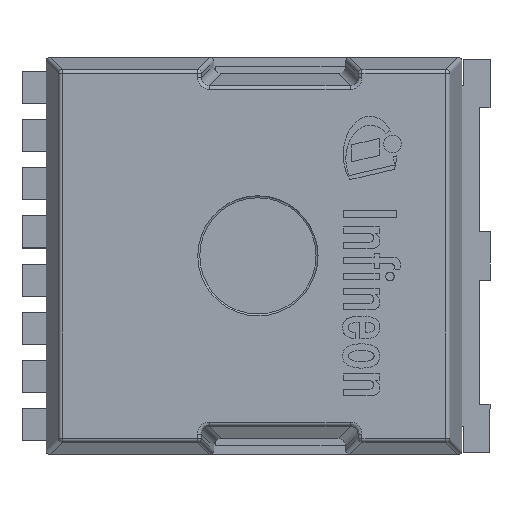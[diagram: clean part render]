
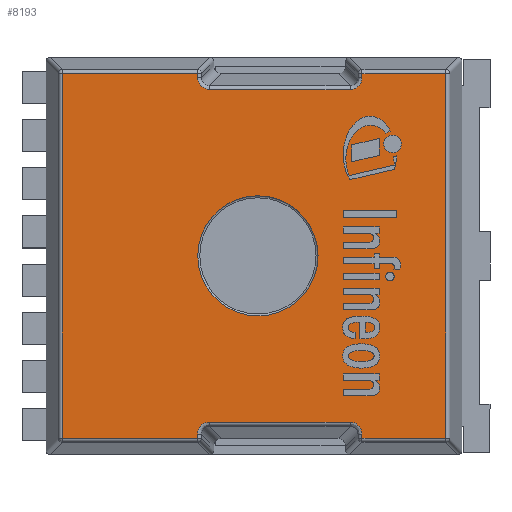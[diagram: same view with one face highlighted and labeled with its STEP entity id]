
A CAD part, top view. The second image highlights one B-rep face of the part: STEP entity #8193.
In plain terms, the highlighted planar face has unit normal (0, 0, 1).
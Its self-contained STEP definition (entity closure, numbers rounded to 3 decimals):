
#67=ELLIPSE('',#8689,0.309,0.3);
#70=ELLIPSE('',#8695,0.309,0.3);
#75=ELLIPSE('',#8725,0.309,0.3);
#77=ELLIPSE('',#8730,0.309,0.3);
#104=LINE('',#12139,#967);
#107=LINE('',#12151,#970);
#113=LINE('',#12229,#976);
#119=LINE('',#12245,#982);
#123=LINE('',#12271,#986);
#126=LINE('',#12280,#989);
#127=LINE('',#12315,#990);
#129=LINE('',#12348,#992);
#140=LINE('',#12376,#1003);
#141=LINE('',#12377,#1004);
#142=LINE('',#12379,#1005);
#143=LINE('',#12380,#1006);
#967=VECTOR('',#9561,1.);
#970=VECTOR('',#9572,1.);
#976=VECTOR('',#9606,0.1);
#982=VECTOR('',#9624,1.);
#986=VECTOR('',#9652,1.);
#989=VECTOR('',#9661,1.);
#990=VECTOR('',#9672,1.);
#992=VECTOR('',#9682,1.);
#1003=VECTOR('',#9713,1.);
#1004=VECTOR('',#9714,1.);
#1005=VECTOR('',#9715,1.);
#1006=VECTOR('',#9716,1.);
#1859=PLANE('',#8742);
#2313=FACE_BOUND('',#2844,.T.);
#2353=FACE_OUTER_BOUND('',#2843,.T.);
#2843=EDGE_LOOP('',(#5804,#5805,#5806,#5807,#5808,#5809,#5810,#5811,#5812,
#5813,#5814,#5815,#5816,#5817,#5818,#5819));
#2844=EDGE_LOOP('',(#5820));
#3307=CIRCLE('',#8676,1.5);
#3646=VERTEX_POINT('',#12121);
#3647=VERTEX_POINT('',#12125);
#3652=VERTEX_POINT('',#12138);
#3654=VERTEX_POINT('',#12144);
#3657=VERTEX_POINT('',#12149);
#3661=VERTEX_POINT('',#12216);
#3664=VERTEX_POINT('',#12223);
#3669=VERTEX_POINT('',#12244);
#3672=VERTEX_POINT('',#12251);
#3677=VERTEX_POINT('',#12264);
#3679=VERTEX_POINT('',#12270);
#3682=VERTEX_POINT('',#12278);
#3684=VERTEX_POINT('',#12307);
#3686=VERTEX_POINT('',#12313);
#3688=VERTEX_POINT('',#12343);
#3695=VERTEX_POINT('',#12375);
#3696=VERTEX_POINT('',#12378);
#4447=EDGE_CURVE('',#3646,#3646,#3307,.T.);
#4454=EDGE_CURVE('',#3647,#3652,#104,.T.);
#4460=EDGE_CURVE('',#3657,#3654,#107,.T.);
#4461=EDGE_CURVE('',#3652,#3657,#67,.T.);
#4469=EDGE_CURVE('',#3654,#3661,#70,.T.);
#4475=EDGE_CURVE('',#3661,#3664,#113,.T.);
#4483=EDGE_CURVE('',#3664,#3669,#119,.T.);
#4495=EDGE_CURVE('',#3677,#3679,#123,.T.);
#4500=EDGE_CURVE('',#3682,#3677,#126,.T.);
#4502=EDGE_CURVE('',#3684,#3682,#75,.T.);
#4505=EDGE_CURVE('',#3686,#3684,#127,.T.);
#4508=EDGE_CURVE('',#3688,#3686,#77,.T.);
#4510=EDGE_CURVE('',#3672,#3688,#129,.T.);
#4524=EDGE_CURVE('',#3695,#3647,#140,.T.);
#4525=EDGE_CURVE('',#3679,#3695,#141,.T.);
#4526=EDGE_CURVE('',#3696,#3672,#142,.T.);
#4527=EDGE_CURVE('',#3669,#3696,#143,.T.);
#5804=ORIENTED_EDGE('',*,*,#4454,.F.);
#5805=ORIENTED_EDGE('',*,*,#4524,.F.);
#5806=ORIENTED_EDGE('',*,*,#4525,.F.);
#5807=ORIENTED_EDGE('',*,*,#4495,.F.);
#5808=ORIENTED_EDGE('',*,*,#4500,.F.);
#5809=ORIENTED_EDGE('',*,*,#4502,.F.);
#5810=ORIENTED_EDGE('',*,*,#4505,.F.);
#5811=ORIENTED_EDGE('',*,*,#4508,.F.);
#5812=ORIENTED_EDGE('',*,*,#4510,.F.);
#5813=ORIENTED_EDGE('',*,*,#4526,.F.);
#5814=ORIENTED_EDGE('',*,*,#4527,.F.);
#5815=ORIENTED_EDGE('',*,*,#4483,.F.);
#5816=ORIENTED_EDGE('',*,*,#4475,.F.);
#5817=ORIENTED_EDGE('',*,*,#4469,.F.);
#5818=ORIENTED_EDGE('',*,*,#4460,.F.);
#5819=ORIENTED_EDGE('',*,*,#4461,.F.);
#5820=ORIENTED_EDGE('',*,*,#4447,.T.);
#8193=ADVANCED_FACE('',(#2353,#2313),#1859,.T.);
#8676=AXIS2_PLACEMENT_3D('',#12122,#9541,#9542);
#8689=AXIS2_PLACEMENT_3D('',#12177,#9573,#9574);
#8695=AXIS2_PLACEMENT_3D('',#12217,#9590,#9591);
#8725=AXIS2_PLACEMENT_3D('',#12309,#9664,#9665);
#8730=AXIS2_PLACEMENT_3D('',#12345,#9676,#9677);
#8742=AXIS2_PLACEMENT_3D('',#12374,#9711,#9712);
#9541=DIRECTION('center_axis',(0.,0.,-1.));
#9542=DIRECTION('ref_axis',(-1.,0.,0.));
#9561=DIRECTION('',(0.,-1.,0.));
#9572=DIRECTION('',(1.,0.,0.));
#9573=DIRECTION('center_axis',(0.,0.,1.));
#9574=DIRECTION('ref_axis',(-0.707,-0.707,0.));
#9590=DIRECTION('center_axis',(0.,0.,1.));
#9591=DIRECTION('ref_axis',(0.707,-0.707,0.));
#9606=DIRECTION('',(0.,1.,0.));
#9624=DIRECTION('',(1.,0.,0.));
#9652=DIRECTION('',(-1.,0.,0.));
#9661=DIRECTION('',(0.,-1.,0.));
#9664=DIRECTION('center_axis',(0.,0.,1.));
#9665=DIRECTION('ref_axis',(-0.707,0.707,0.));
#9672=DIRECTION('',(-1.,0.,0.));
#9676=DIRECTION('center_axis',(0.,0.,1.));
#9677=DIRECTION('ref_axis',(0.707,0.707,0.));
#9682=DIRECTION('',(0.,1.,0.));
#9711=DIRECTION('center_axis',(0.,0.,1.));
#9712=DIRECTION('ref_axis',(1.,0.,0.));
#9713=DIRECTION('',(1.,0.,0.));
#9714=DIRECTION('',(0.,1.,0.));
#9715=DIRECTION('',(-1.,0.,0.));
#9716=DIRECTION('',(0.,-1.,0.));
#12121=CARTESIAN_POINT('',(1.598,0.,2.3));
#12122=CARTESIAN_POINT('Origin',(0.098,0.,
2.3));
#12125=CARTESIAN_POINT('',(-1.409,4.549,2.3));
#12138=CARTESIAN_POINT('',(-1.409,4.444,2.3));
#12139=CARTESIAN_POINT('',(-1.409,2.475,2.3));
#12144=CARTESIAN_POINT('',(2.398,4.149,2.3));
#12149=CARTESIAN_POINT('',(-1.113,4.149,2.3));
#12151=CARTESIAN_POINT('',(-0.504,4.149,2.3));
#12177=CARTESIAN_POINT('Origin',(-1.104,4.453,2.3));
#12216=CARTESIAN_POINT('',(2.694,4.444,2.3));
#12217=CARTESIAN_POINT('Origin',(2.389,4.453,2.3));
#12223=CARTESIAN_POINT('',(2.694,4.549,2.3));
#12229=CARTESIAN_POINT('',(2.694,4.55,2.3));
#12244=CARTESIAN_POINT('',(4.786,4.549,2.3));
#12245=CARTESIAN_POINT('',(-2.594,4.549,2.3));
#12251=CARTESIAN_POINT('',(2.694,-4.549,2.3));
#12264=CARTESIAN_POINT('',(-1.409,-4.549,2.3));
#12270=CARTESIAN_POINT('',(-4.786,-4.549,2.3));
#12271=CARTESIAN_POINT('',(2.594,-4.549,2.3));
#12278=CARTESIAN_POINT('',(-1.409,-4.444,2.3));
#12280=CARTESIAN_POINT('',(-1.409,-2.475,2.3));
#12307=CARTESIAN_POINT('',(-1.113,-4.149,2.3));
#12309=CARTESIAN_POINT('Origin',(-1.104,-4.453,2.3));
#12313=CARTESIAN_POINT('',(2.398,-4.149,2.3));
#12315=CARTESIAN_POINT('',(-0.504,-4.149,2.3));
#12343=CARTESIAN_POINT('',(2.694,-4.444,2.3));
#12345=CARTESIAN_POINT('Origin',(2.389,-4.453,2.3));
#12348=CARTESIAN_POINT('',(2.694,-2.275,2.3));
#12374=CARTESIAN_POINT('Origin',(0.,0.,
2.3));
#12375=CARTESIAN_POINT('',(-4.786,4.549,2.3));
#12376=CARTESIAN_POINT('',(-2.594,4.549,2.3));
#12377=CARTESIAN_POINT('',(-4.786,-2.475,2.3));
#12378=CARTESIAN_POINT('',(4.786,-4.549,2.3));
#12379=CARTESIAN_POINT('',(2.594,-4.549,2.3));
#12380=CARTESIAN_POINT('',(4.786,2.475,2.3));
